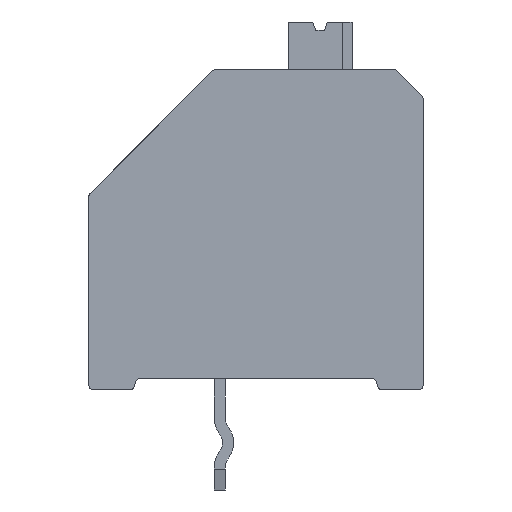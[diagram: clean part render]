
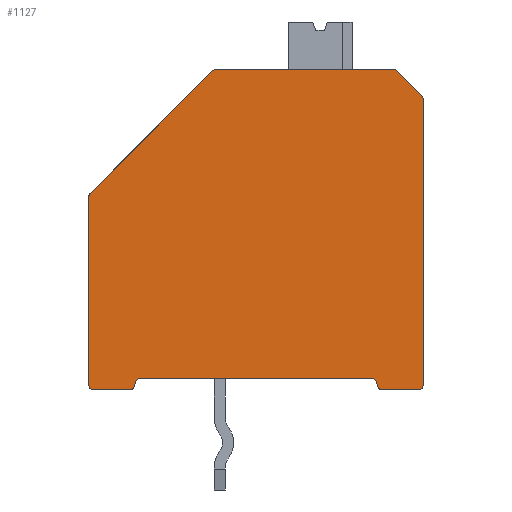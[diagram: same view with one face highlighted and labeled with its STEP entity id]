
A CAD part, front view. The second image highlights one B-rep face of the part: STEP entity #1127.
In plain terms, the highlighted planar face has unit normal (0, -1, 0).
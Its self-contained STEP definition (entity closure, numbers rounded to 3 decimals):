
#1127 = ADVANCED_FACE( '', ( #2393 ), #2394, .F. );
#2393 = FACE_OUTER_BOUND( '', #3848, .T. );
#2394 = PLANE( '', #3849 );
#3848 = EDGE_LOOP( '', ( #6839, #6840, #6841, #6842, #6843, #6844, #6845, #6846, #6847, #6848, #6849, #6850, #6851, #6852, #6853, #6854, #6855, #6856, #6857, #6858 ) );
#3849 = AXIS2_PLACEMENT_3D( '', #6859, #6860, #6861 );
#6839 = ORIENTED_EDGE( '', *, *, #10267, .F. );
#6840 = ORIENTED_EDGE( '', *, *, #10268, .F. );
#6841 = ORIENTED_EDGE( '', *, *, #10056, .F. );
#6842 = ORIENTED_EDGE( '', *, *, #10269, .F. );
#6843 = ORIENTED_EDGE( '', *, *, #9394, .F. );
#6844 = ORIENTED_EDGE( '', *, *, #10124, .F. );
#6845 = ORIENTED_EDGE( '', *, *, #10270, .F. );
#6846 = ORIENTED_EDGE( '', *, *, #9472, .F. );
#6847 = ORIENTED_EDGE( '', *, *, #10225, .F. );
#6848 = ORIENTED_EDGE( '', *, *, #9829, .F. );
#6849 = ORIENTED_EDGE( '', *, *, #9068, .F. );
#6850 = ORIENTED_EDGE( '', *, *, #10271, .F. );
#6851 = ORIENTED_EDGE( '', *, *, #9877, .F. );
#6852 = ORIENTED_EDGE( '', *, *, #10272, .F. );
#6853 = ORIENTED_EDGE( '', *, *, #9709, .F. );
#6854 = ORIENTED_EDGE( '', *, *, #10273, .F. );
#6855 = ORIENTED_EDGE( '', *, *, #10274, .F. );
#6856 = ORIENTED_EDGE( '', *, *, #10275, .F. );
#6857 = ORIENTED_EDGE( '', *, *, #10276, .F. );
#6858 = ORIENTED_EDGE( '', *, *, #10277, .F. );
#6859 = CARTESIAN_POINT( '', ( 0.17, -17.3, 6.76 ) );
#6860 = DIRECTION( '', ( 0., 1., 0. ) );
#6861 = DIRECTION( '', ( 0., 0., 1. ) );
#9068 = EDGE_CURVE( '', #10880, #10883, #10884, .T. );
#9394 = EDGE_CURVE( '', #11457, #11460, #11461, .T. );
#9472 = EDGE_CURVE( '', #11590, #11585, #11592, .T. );
#9709 = EDGE_CURVE( '', #11988, #11991, #11992, .T. );
#9829 = EDGE_CURVE( '', #10883, #12173, #12174, .T. );
#9877 = EDGE_CURVE( '', #12244, #12246, #12247, .T. );
#10056 = EDGE_CURVE( '', #12512, #12514, #12515, .T. );
#10124 = EDGE_CURVE( '', #12608, #11457, #12611, .T. );
#10225 = EDGE_CURVE( '', #12173, #11590, #12762, .T. );
#10267 = EDGE_CURVE( '', #12818, #12819, #12820, .T. );
#10268 = EDGE_CURVE( '', #12514, #12818, #12821, .T. );
#10269 = EDGE_CURVE( '', #11460, #12512, #12822, .T. );
#10270 = EDGE_CURVE( '', #11585, #12608, #12823, .T. );
#10271 = EDGE_CURVE( '', #12246, #10880, #12824, .T. );
#10272 = EDGE_CURVE( '', #11991, #12244, #12825, .T. );
#10273 = EDGE_CURVE( '', #12826, #11988, #12827, .T. );
#10274 = EDGE_CURVE( '', #12828, #12826, #12829, .T. );
#10275 = EDGE_CURVE( '', #12830, #12828, #12831, .T. );
#10276 = EDGE_CURVE( '', #12832, #12830, #12833, .T. );
#10277 = EDGE_CURVE( '', #12819, #12832, #12834, .T. );
#10880 = VERTEX_POINT( '', #13564 );
#10883 = VERTEX_POINT( '', #13568 );
#10884 = CIRCLE( '', #13569, 0.17 );
#11457 = VERTEX_POINT( '', #14360 );
#11460 = VERTEX_POINT( '', #14364 );
#11461 = CIRCLE( '', #14365, 0.17 );
#11585 = VERTEX_POINT( '', #14539 );
#11590 = VERTEX_POINT( '', #14546 );
#11592 = LINE( '', #14549, #14550 );
#11988 = VERTEX_POINT( '', #15131 );
#11991 = VERTEX_POINT( '', #15135 );
#11992 = CIRCLE( '', #15136, 0.17 );
#12173 = VERTEX_POINT( '', #15396 );
#12174 = LINE( '', #15397, #15398 );
#12244 = VERTEX_POINT( '', #15514 );
#12246 = VERTEX_POINT( '', #15517 );
#12247 = CIRCLE( '', #15518, 0.17 );
#12512 = VERTEX_POINT( '', #15886 );
#12514 = VERTEX_POINT( '', #15889 );
#12515 = CIRCLE( '', #15890, 0.17 );
#12608 = VERTEX_POINT( '', #16018 );
#12611 = LINE( '', #16022, #16023 );
#12762 = CIRCLE( '', #16238, 0.17 );
#12818 = VERTEX_POINT( '', #16320 );
#12819 = VERTEX_POINT( '', #16321 );
#12820 = CIRCLE( '', #16322, 0.17 );
#12821 = LINE( '', #16323, #16324 );
#12822 = LINE( '', #16325, #16326 );
#12823 = CIRCLE( '', #16327, 0.17 );
#12824 = LINE( '', #16328, #16329 );
#12825 = LINE( '', #16330, #16331 );
#12826 = VERTEX_POINT( '', #16332 );
#12827 = LINE( '', #16333, #16334 );
#12828 = VERTEX_POINT( '', #16335 );
#12829 = CIRCLE( '', #16336, 0.17 );
#12830 = VERTEX_POINT( '', #16337 );
#12831 = LINE( '', #16338, #16339 );
#12832 = VERTEX_POINT( '', #16340 );
#12833 = CIRCLE( '', #16341, 0.17 );
#12834 = LINE( '', #16342, #16343 );
#13564 = CARTESIAN_POINT( '', ( 10.53, -17.3, -0.17 ) );
#13568 = CARTESIAN_POINT( '', ( 10.366, -17.3, -0.044 ) );
#13569 = AXIS2_PLACEMENT_3D( '', #17276, #17277, #17278 );
#14360 = CARTESIAN_POINT( '', ( 1.634, -17.3, -0.044 ) );
#14364 = CARTESIAN_POINT( '', ( 1.47, -17.3, -0.17 ) );
#14365 = AXIS2_PLACEMENT_3D( '', #17633, #17634, #17635 );
#14539 = CARTESIAN_POINT( '', ( 1.838, -17.3, 0.23 ) );
#14546 = CARTESIAN_POINT( '', ( 10.162, -17.3, 0.23 ) );
#14549 = CARTESIAN_POINT( '', ( 1.838, -17.3, 0.23 ) );
#14550 = VECTOR( '', #17716, 1000. );
#15131 = CARTESIAN_POINT( '', ( 11.95, -17.3, 10.38 ) );
#15135 = CARTESIAN_POINT( '', ( 12., -17.3, 10.26 ) );
#15136 = AXIS2_PLACEMENT_3D( '', #17981, #17982, #17983 );
#15396 = CARTESIAN_POINT( '', ( 10.327, -17.3, 0.104 ) );
#15397 = CARTESIAN_POINT( '', ( 10.327, -17.3, 0.104 ) );
#15398 = VECTOR( '', #18099, 1000. );
#15514 = CARTESIAN_POINT( '', ( 12., -17.3, 0. ) );
#15517 = CARTESIAN_POINT( '', ( 11.83, -17.3, -0.17 ) );
#15518 = AXIS2_PLACEMENT_3D( '', #18165, #18166, #18167 );
#15886 = CARTESIAN_POINT( '', ( 0.17, -17.3, -0.17 ) );
#15889 = CARTESIAN_POINT( '', ( 0., -17.3, 0. ) );
#15890 = AXIS2_PLACEMENT_3D( '', #18356, #18357, #18358 );
#16018 = CARTESIAN_POINT( '', ( 1.673, -17.3, 0.104 ) );
#16022 = CARTESIAN_POINT( '', ( 1.634, -17.3, -0.044 ) );
#16023 = VECTOR( '', #18431, 1000. );
#16238 = AXIS2_PLACEMENT_3D( '', #18541, #18542, #18543 );
#16320 = CARTESIAN_POINT( '', ( 0., -17.3, 6.76 ) );
#16321 = CARTESIAN_POINT( '', ( 0.05, -17.3, 6.88 ) );
#16322 = AXIS2_PLACEMENT_3D( '', #18576, #18577, #18578 );
#16323 = CARTESIAN_POINT( '', ( 0., -17.3, 6.76 ) );
#16324 = VECTOR( '', #18579, 1000. );
#16325 = CARTESIAN_POINT( '', ( 1.47, -17.3, -0.17 ) );
#16326 = VECTOR( '', #18580, 1000. );
#16327 = AXIS2_PLACEMENT_3D( '', #18581, #18582, #18583 );
#16328 = CARTESIAN_POINT( '', ( 11.83, -17.3, -0.17 ) );
#16329 = VECTOR( '', #18584, 1000. );
#16330 = CARTESIAN_POINT( '', ( 12., -17.3, 0. ) );
#16331 = VECTOR( '', #18585, 1000. );
#16332 = CARTESIAN_POINT( '', ( 11.05, -17.3, 11.28 ) );
#16333 = CARTESIAN_POINT( '', ( 11.05, -17.3, 11.28 ) );
#16334 = VECTOR( '', #18586, 1000. );
#16335 = CARTESIAN_POINT( '', ( 10.93, -17.3, 11.33 ) );
#16336 = AXIS2_PLACEMENT_3D( '', #18587, #18588, #18589 );
#16337 = CARTESIAN_POINT( '', ( 4.57, -17.3, 11.33 ) );
#16338 = CARTESIAN_POINT( '', ( 4.57, -17.3, 11.33 ) );
#16339 = VECTOR( '', #18590, 1000. );
#16340 = CARTESIAN_POINT( '', ( 4.45, -17.3, 11.28 ) );
#16341 = AXIS2_PLACEMENT_3D( '', #18591, #18592, #18593 );
#16342 = CARTESIAN_POINT( '', ( 0.05, -17.3, 6.88 ) );
#16343 = VECTOR( '', #18594, 1000. );
#17276 = CARTESIAN_POINT( '', ( 10.53, -17.3, 0. ) );
#17277 = DIRECTION( '', ( 0., 1., 0. ) );
#17278 = DIRECTION( '', ( 1., 0., 0. ) );
#17633 = CARTESIAN_POINT( '', ( 1.47, -17.3, 0. ) );
#17634 = DIRECTION( '', ( 0., 1., 0. ) );
#17635 = DIRECTION( '', ( 1., 0., 0. ) );
#17716 = DIRECTION( '', ( -1., 0., 0. ) );
#17981 = CARTESIAN_POINT( '', ( 11.83, -17.3, 10.26 ) );
#17982 = DIRECTION( '', ( 0., 1., 0. ) );
#17983 = DIRECTION( '', ( -1., 0., 0. ) );
#18099 = DIRECTION( '', ( -0.259, 0., 0.966 ) );
#18165 = CARTESIAN_POINT( '', ( 11.83, -17.3, 0. ) );
#18166 = DIRECTION( '', ( 0., 1., 0. ) );
#18167 = DIRECTION( '', ( -1., 0., 0. ) );
#18356 = CARTESIAN_POINT( '', ( 0.17, -17.3, 0. ) );
#18357 = DIRECTION( '', ( 0., 1., 0. ) );
#18358 = DIRECTION( '', ( 1., 0., 0. ) );
#18431 = DIRECTION( '', ( -0.259, 0., -0.966 ) );
#18541 = CARTESIAN_POINT( '', ( 10.162, -17.3, 0.06 ) );
#18542 = DIRECTION( '', ( 0., -1., 0. ) );
#18543 = DIRECTION( '', ( 1., 0., 0. ) );
#18576 = CARTESIAN_POINT( '', ( 0.17, -17.3, 6.76 ) );
#18577 = DIRECTION( '', ( 0., 1., 0. ) );
#18578 = DIRECTION( '', ( 1., 0., 0. ) );
#18579 = DIRECTION( '', ( 0., 0., 1. ) );
#18580 = DIRECTION( '', ( -1., 0., 0. ) );
#18581 = CARTESIAN_POINT( '', ( 1.838, -17.3, 0.06 ) );
#18582 = DIRECTION( '', ( 0., -1., 0. ) );
#18583 = DIRECTION( '', ( 1., 0., 0. ) );
#18584 = DIRECTION( '', ( -1., 0., 0. ) );
#18585 = DIRECTION( '', ( 0., 0., -1. ) );
#18586 = DIRECTION( '', ( 0.707, 0., -0.707 ) );
#18587 = CARTESIAN_POINT( '', ( 10.93, -17.3, 11.16 ) );
#18588 = DIRECTION( '', ( 0., 1., 0. ) );
#18589 = DIRECTION( '', ( 1., 0., 0. ) );
#18590 = DIRECTION( '', ( 1., 0., 0. ) );
#18591 = CARTESIAN_POINT( '', ( 4.57, -17.3, 11.16 ) );
#18592 = DIRECTION( '', ( 0., 1., 0. ) );
#18593 = DIRECTION( '', ( 1., 0., 0. ) );
#18594 = DIRECTION( '', ( 0.707, 0., 0.707 ) );
